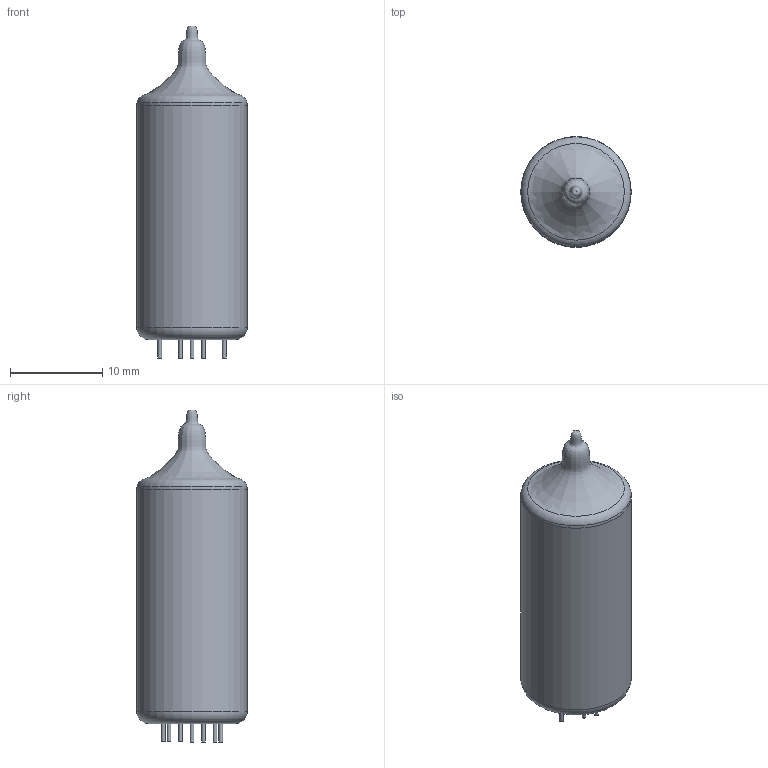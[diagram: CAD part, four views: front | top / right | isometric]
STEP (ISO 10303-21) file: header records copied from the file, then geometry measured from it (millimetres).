
FILE_DESCRIPTION(/* description */ (''),/* implementation_level */ '2;1');
FILE_NAME(/* name */ 'NIXIE Tube Z5900M v22.step',/* time_stamp */ '2021-08-02T16:12:06+02:00',/* author */ (''),/* organization */ (''),/* preprocessor_version */ 'ST-DEVELOPER v18.1',/* originating_system */ 'Autodesk Translation Framework v10.9.0.1377',/* authorisation */ '');
FILE_SCHEMA (('AUTOMOTIVE_DESIGN { 1 0 10303 214 3 1 1 }'));
Length unit declared in the file: millimetre
Products named in the file (1): NIXIE Tube Z5900M
Bounding box: 12 x 12 x 36.04 mm (x, y, z)
Volume: 3102.6 mm3; surface area: 1274.4 mm2
Topology: 15 solids, 15 shells, 48 faces, 56 edges, 37 vertices
Faces by surface type: plane 29, cylinder 15, torus 3, bspline 1
Full cylindrical faces by diameter (mm): 0.4 x14, 12 x1
Entity records: 1270 total; most frequent: CARTESIAN_POINT 439, DIRECTION 189, ORIENTED_EDGE 110, AXIS2_PLACEMENT_3D 87, EDGE_CURVE 55, FACE_OUTER_BOUND 48, EDGE_LOOP 48, ADVANCED_FACE 48
